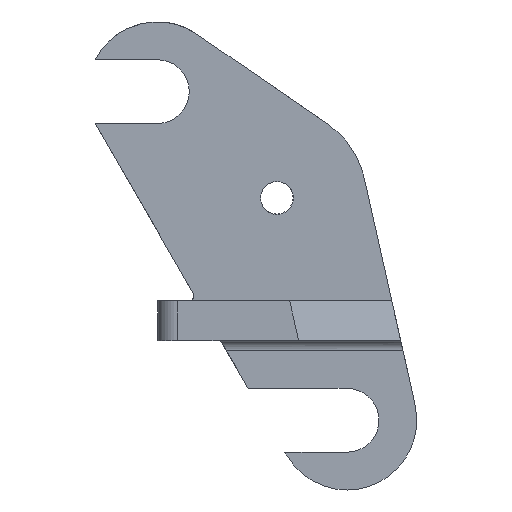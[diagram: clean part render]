
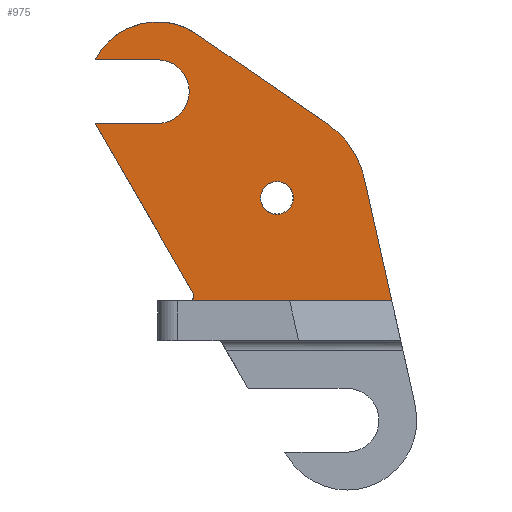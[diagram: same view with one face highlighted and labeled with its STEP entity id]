
A CAD part, left-side view. The second image highlights one B-rep face of the part: STEP entity #975.
In plain terms, the highlighted planar face has unit normal (-1, 0, 0).
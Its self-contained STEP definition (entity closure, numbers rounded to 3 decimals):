
#93 = CARTESIAN_POINT ( 'NONE',  ( 0.2, 233.159, 29.777 ) ) ;
#94 = LINE ( 'NONE', #93, #148 ) ;
#127 = DIRECTION ( 'NONE',  ( 0., 0., -1. ) ) ;
#128 = DIRECTION ( 'NONE',  ( 1., 0., 0. ) ) ;
#129 = AXIS2_PLACEMENT_3D ( 'NONE', #149, #128, #127 ) ;
#133 = CARTESIAN_POINT ( 'NONE',  ( 0.2, 229.196, 38.747 ) ) ;
#141 = CARTESIAN_POINT ( 'NONE',  ( 0.2, 239.385, 36.177 ) ) ;
#143 = CIRCLE ( 'NONE', #129, 7. ) ;
#147 = DIRECTION ( 'NONE',  ( 0., -1., 0. ) ) ;
#148 = VECTOR ( 'NONE', #147, 1000. ) ;
#149 = CARTESIAN_POINT ( 'NONE',  ( 0.2, 233.159, 32.977 ) ) ;
#153 = CARTESIAN_POINT ( 'NONE',  ( 0.2, 239.222, 29.477 ) ) ;
#166 = AXIS2_PLACEMENT_3D ( 'NONE', #194, #188, #187 ) ;
#171 = DIRECTION ( 'NONE',  ( 0., 1., 0. ) ) ;
#172 = VECTOR ( 'NONE', #171, 1000. ) ;
#176 = LINE ( 'NONE', #179, #172 ) ;
#179 = CARTESIAN_POINT ( 'NONE',  ( 0.2, 233.159, 36.177 ) ) ;
#180 = DIRECTION ( 'NONE',  ( 0., 0., 1. ) ) ;
#181 = DIRECTION ( 'NONE',  ( 1., 0., 0. ) ) ;
#182 = CARTESIAN_POINT ( 'NONE',  ( 0.2, 221.159, 22.307 ) ) ;
#183 = AXIS2_PLACEMENT_3D ( 'NONE', #182, #181, #180 ) ;
#187 = DIRECTION ( 'NONE',  ( 0., 0., -1. ) ) ;
#188 = DIRECTION ( 'NONE',  ( 1., 0., 0. ) ) ;
#189 = LINE ( 'NONE', #231, #230 ) ;
#190 = CIRCLE ( 'NONE', #183, 1.65 ) ;
#194 = CARTESIAN_POINT ( 'NONE',  ( 0.2, 233.159, 32.977 ) ) ;
#207 = CIRCLE ( 'NONE', #166, 7. ) ;
#227 = CARTESIAN_POINT ( 'NONE',  ( 0.2, 229.552, 12.726 ) ) ;
#229 = DIRECTION ( 'NONE',  ( 0., -0.219, -0.976 ) ) ;
#230 = VECTOR ( 'NONE', #229, 1000. ) ;
#231 = CARTESIAN_POINT ( 'NONE',  ( 0.2, 212.377, 24.274 ) ) ;
#235 = CARTESIAN_POINT ( 'NONE',  ( 0.2, 209.623, 11.976 ) ) ;
#251 = DIRECTION ( 'NONE',  ( 0., 0.5, 0.866 ) ) ;
#252 = VECTOR ( 'NONE', #251, 1000. ) ;
#253 = CARTESIAN_POINT ( 'NONE',  ( 0.2, 224.038, 3.176 ) ) ;
#254 = LINE ( 'NONE', #253, #252 ) ;
#396 = CARTESIAN_POINT ( 'NONE',  ( 0.2, 212.377, 24.274 ) ) ;
#613 = AXIS2_PLACEMENT_3D ( 'NONE', #616, #668, #667 ) ;
#616 = CARTESIAN_POINT ( 'NONE',  ( 0.2, 221.159, 22.307 ) ) ;
#617 = CARTESIAN_POINT ( 'NONE',  ( 0.2, 221.159, 20.657 ) ) ;
#618 = CIRCLE ( 'NONE', #613, 1.65 ) ;
#630 = CARTESIAN_POINT ( 'NONE',  ( 0.2, 221.159, 23.957 ) ) ;
#667 = DIRECTION ( 'NONE',  ( 0., 0., 1. ) ) ;
#668 = DIRECTION ( 'NONE',  ( 1., 0., 0. ) ) ;
#840 = VERTEX_POINT ( 'NONE', #1516 ) ;
#867 = VERTEX_POINT ( 'NONE', #1505 ) ;
#871 = ORIENTED_EDGE ( 'NONE', *, *, #1122, .T. ) ;
#874 = ORIENTED_EDGE ( 'NONE', *, *, #1841, .T. ) ;
#877 = ORIENTED_EDGE ( 'NONE', *, *, #995, .F. ) ;
#878 = ORIENTED_EDGE ( 'NONE', *, *, #940, .F. ) ;
#880 = ORIENTED_EDGE ( 'NONE', *, *, #932, .F. ) ;
#912 = VERTEX_POINT ( 'NONE', #1622 ) ;
#932 = EDGE_CURVE ( 'NONE', #1097, #867, #1611, .T. ) ;
#940 = EDGE_CURVE ( 'NONE', #867, #1232, #1652, .T. ) ;
#951 = EDGE_CURVE ( 'NONE', #1162, #956, #1675, .T. ) ;
#953 = EDGE_LOOP ( 'NONE', ( #972, #969, #878, #880, #974, #960, #877, #957, #963, #968, #965 ) ) ;
#956 = VERTEX_POINT ( 'NONE', #1677 ) ;
#957 = ORIENTED_EDGE ( 'NONE', *, *, #1091, .F. ) ;
#958 = EDGE_LOOP ( 'NONE', ( #871, #874 ) ) ;
#960 = ORIENTED_EDGE ( 'NONE', *, *, #1103, .F. ) ;
#963 = ORIENTED_EDGE ( 'NONE', *, *, #1095, .F. ) ;
#965 = ORIENTED_EDGE ( 'NONE', *, *, #967, .T. ) ;
#967 = EDGE_CURVE ( 'NONE', #1133, #956, #1661, .T. ) ;
#968 = ORIENTED_EDGE ( 'NONE', *, *, #1150, .F. ) ;
#969 = ORIENTED_EDGE ( 'NONE', *, *, #1125, .F. ) ;
#972 = ORIENTED_EDGE ( 'NONE', *, *, #951, .F. ) ;
#974 = ORIENTED_EDGE ( 'NONE', *, *, #1119, .F. ) ;
#975 = ADVANCED_FACE ( 'NONE', ( #1653, #1707 ), #1703, .T. ) ;
#995 = EDGE_CURVE ( 'NONE', #997, #840, #1757, .T. ) ;
#997 = VERTEX_POINT ( 'NONE', #1771 ) ;
#1089 = VERTEX_POINT ( 'NONE', #153 ) ;
#1091 = EDGE_CURVE ( 'NONE', #912, #997, #94, .T. ) ;
#1095 = EDGE_CURVE ( 'NONE', #1089, #912, #143, .T. ) ;
#1097 = VERTEX_POINT ( 'NONE', #133 ) ;
#1103 = EDGE_CURVE ( 'NONE', #840, #1109, #176, .T. ) ;
#1109 = VERTEX_POINT ( 'NONE', #141 ) ;
#1119 = EDGE_CURVE ( 'NONE', #1109, #1097, #207, .T. ) ;
#1122 = EDGE_CURVE ( 'NONE', #1840, #1835, #190, .T. ) ;
#1125 = EDGE_CURVE ( 'NONE', #1232, #1162, #189, .T. ) ;
#1133 = VERTEX_POINT ( 'NONE', #227 ) ;
#1150 = EDGE_CURVE ( 'NONE', #1133, #1089, #254, .T. ) ;
#1162 = VERTEX_POINT ( 'NONE', #235 ) ;
#1232 = VERTEX_POINT ( 'NONE', #396 ) ;
#1505 = CARTESIAN_POINT ( 'NONE',  ( 0.2, 216.063, 29.725 ) ) ;
#1516 = CARTESIAN_POINT ( 'NONE',  ( 0.2, 233.159, 36.177 ) ) ;
#1597 = DIRECTION ( 'NONE',  ( 0., -0.824, -0.566 ) ) ;
#1598 = VECTOR ( 'NONE', #1597, 1000. ) ;
#1599 = CARTESIAN_POINT ( 'NONE',  ( 0.2, 229.196, 38.747 ) ) ;
#1611 = LINE ( 'NONE', #1599, #1598 ) ;
#1622 = CARTESIAN_POINT ( 'NONE',  ( 0.2, 239.385, 29.777 ) ) ;
#1630 = DIRECTION ( 'NONE',  ( 0., 0., -1. ) ) ;
#1631 = DIRECTION ( 'NONE',  ( 1., 0., 0. ) ) ;
#1632 = CARTESIAN_POINT ( 'NONE',  ( 0.2, 221.159, 22.307 ) ) ;
#1641 = AXIS2_PLACEMENT_3D ( 'NONE', #1632, #1631, #1630 ) ;
#1652 = CIRCLE ( 'NONE', #1641, 9. ) ;
#1653 = FACE_OUTER_BOUND ( 'NONE', #953, .T. ) ;
#1658 = DIRECTION ( 'NONE',  ( 0., 0., 1. ) ) ;
#1659 = DIRECTION ( 'NONE',  ( 1., 0., 0. ) ) ;
#1660 = AXIS2_PLACEMENT_3D ( 'NONE', #1665, #1659, #1658 ) ;
#1661 = CIRCLE ( 'NONE', #1660, 0.5 ) ;
#1665 = CARTESIAN_POINT ( 'NONE',  ( 0.2, 229.985, 12.476 ) ) ;
#1672 = DIRECTION ( 'NONE',  ( 0., 1., 0. ) ) ;
#1673 = VECTOR ( 'NONE', #1672, 1000. ) ;
#1674 = CARTESIAN_POINT ( 'NONE',  ( 0.2, 233.159, 11.976 ) ) ;
#1675 = LINE ( 'NONE', #1674, #1673 ) ;
#1676 = AXIS2_PLACEMENT_3D ( 'NONE', #1700, #1699, #1698 ) ;
#1677 = CARTESIAN_POINT ( 'NONE',  ( 0.2, 229.985, 11.976 ) ) ;
#1698 = DIRECTION ( 'NONE',  ( 0., 0., 1. ) ) ;
#1699 = DIRECTION ( 'NONE',  ( -1., 0., 0. ) ) ;
#1700 = CARTESIAN_POINT ( 'NONE',  ( 0.2, 233.159, 32.977 ) ) ;
#1703 = PLANE ( 'NONE',  #1676 ) ;
#1707 = FACE_BOUND ( 'NONE', #958, .T. ) ;
#1746 = DIRECTION ( 'NONE',  ( 0., 0., 1. ) ) ;
#1747 = DIRECTION ( 'NONE',  ( -1., 0., 0. ) ) ;
#1757 = CIRCLE ( 'NONE', #1769, 3.2 ) ;
#1769 = AXIS2_PLACEMENT_3D ( 'NONE', #1775, #1747, #1746 ) ;
#1771 = CARTESIAN_POINT ( 'NONE',  ( 0.2, 233.159, 29.777 ) ) ;
#1775 = CARTESIAN_POINT ( 'NONE',  ( 0.2, 233.159, 32.977 ) ) ;
#1835 = VERTEX_POINT ( 'NONE', #630 ) ;
#1840 = VERTEX_POINT ( 'NONE', #617 ) ;
#1841 = EDGE_CURVE ( 'NONE', #1835, #1840, #618, .T. ) ;
